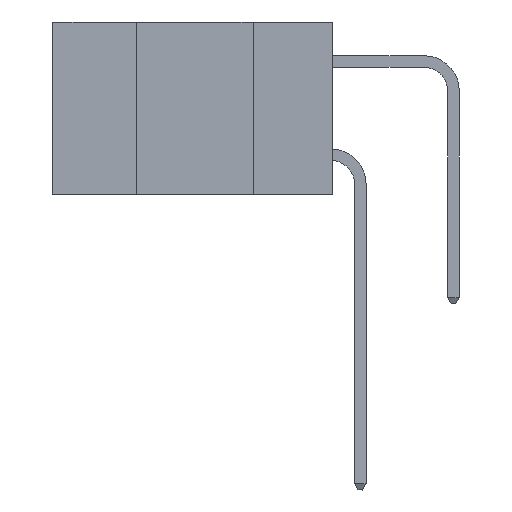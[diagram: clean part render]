
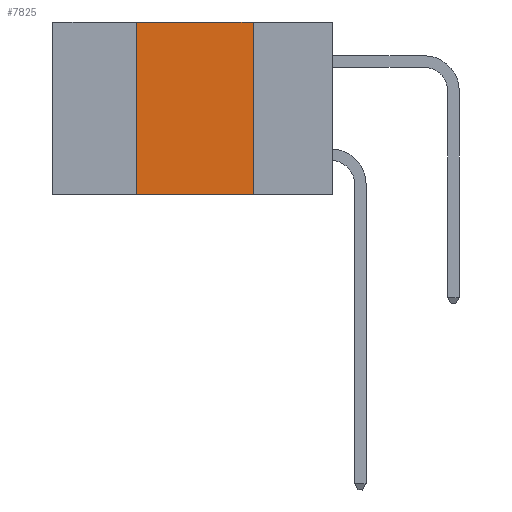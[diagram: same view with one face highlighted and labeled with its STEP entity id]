
A CAD part, left-side view. The second image highlights one B-rep face of the part: STEP entity #7825.
In plain terms, the highlighted planar face has unit normal (-1, 0, 0).
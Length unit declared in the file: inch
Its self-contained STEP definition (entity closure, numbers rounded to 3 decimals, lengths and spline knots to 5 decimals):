
#36 = VERTEX_POINT ( 'NONE', #6972 ) ;
#41 = CARTESIAN_POINT ( 'NONE',  ( 0., 0.6, 0. ) ) ;
#785 = CARTESIAN_POINT ( 'NONE',  ( 0., 0.42, -0.37 ) ) ;
#1276 = DIRECTION ( 'NONE',  ( 1., 0., 0. ) ) ;
#1986 = ORIENTED_EDGE ( 'NONE', *, *, #11364, .T. ) ;
#2145 = CARTESIAN_POINT ( 'NONE',  ( 0., 0.17, -0.37 ) ) ;
#2298 = CARTESIAN_POINT ( 'NONE',  ( 0., 0.6, 0. ) ) ;
#2659 = DIRECTION ( 'NONE',  ( 0., 0., -1. ) ) ;
#2908 = EDGE_CURVE ( 'NONE', #3820, #36, #6690, .T. ) ;
#3079 = DIRECTION ( 'NONE',  ( 0., -1., 0. ) ) ;
#3137 = AXIS2_PLACEMENT_3D ( 'NONE', #2298, #1276, #7890 ) ;
#3180 = DIRECTION ( 'NONE',  ( 0., 0., 1. ) ) ;
#3820 = VERTEX_POINT ( 'NONE', #5648 ) ;
#4172 = VECTOR ( 'NONE', #10338, 39.37008 ) ;
#4733 = LINE ( 'NONE', #5757, #9424 ) ;
#4863 = ORIENTED_EDGE ( 'NONE', *, *, #5608, .F. ) ;
#5125 = LINE ( 'NONE', #7064, #7396 ) ;
#5153 = ORIENTED_EDGE ( 'NONE', *, *, #11735, .F. ) ;
#5211 = VECTOR ( 'NONE', #2659, 39.37008 ) ;
#5608 = EDGE_CURVE ( 'NONE', #8010, #10556, #5125, .T. ) ;
#5648 = CARTESIAN_POINT ( 'NONE',  ( 0., 0.17, 0. ) ) ;
#5757 = CARTESIAN_POINT ( 'NONE',  ( 0., 0.6, -0.37 ) ) ;
#6463 = CARTESIAN_POINT ( 'NONE',  ( 0., 0.42, 0. ) ) ;
#6690 = LINE ( 'NONE', #2145, #5211 ) ;
#6972 = CARTESIAN_POINT ( 'NONE',  ( 0., 0.17, -0.37 ) ) ;
#7064 = CARTESIAN_POINT ( 'NONE',  ( 0., 0.42, -0.37 ) ) ;
#7396 = VECTOR ( 'NONE', #3180, 39.37008 ) ;
#7825 = ADVANCED_FACE ( 'NONE', ( #9594 ), #10550, .F. ) ;
#7890 = DIRECTION ( 'NONE',  ( 0., 0., -1. ) ) ;
#8010 = VERTEX_POINT ( 'NONE', #785 ) ;
#8103 = EDGE_LOOP ( 'NONE', ( #10475, #5153, #4863, #1986 ) ) ;
#9424 = VECTOR ( 'NONE', #3079, 39.37008 ) ;
#9594 = FACE_OUTER_BOUND ( 'NONE', #8103, .T. ) ;
#10228 = LINE ( 'NONE', #41, #4172 ) ;
#10338 = DIRECTION ( 'NONE',  ( 0., -1., 0. ) ) ;
#10475 = ORIENTED_EDGE ( 'NONE', *, *, #2908, .F. ) ;
#10550 = PLANE ( 'NONE',  #3137 ) ;
#10556 = VERTEX_POINT ( 'NONE', #6463 ) ;
#11364 = EDGE_CURVE ( 'NONE', #8010, #36, #4733, .T. ) ;
#11735 = EDGE_CURVE ( 'NONE', #10556, #3820, #10228, .T. ) ;
